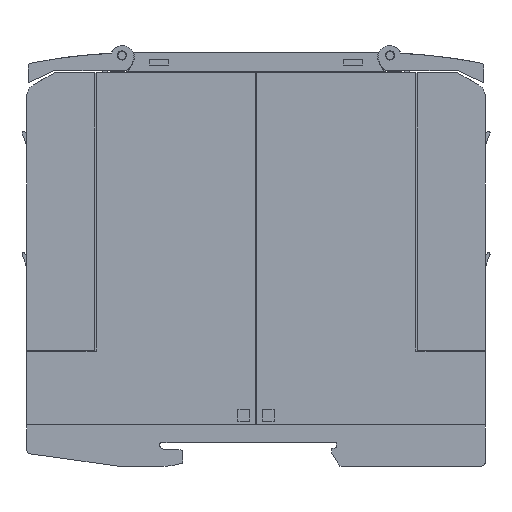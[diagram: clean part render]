
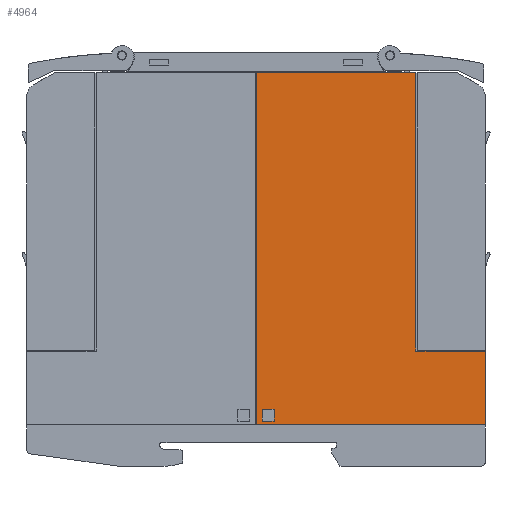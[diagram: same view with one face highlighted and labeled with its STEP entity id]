
A CAD part, left-side view. The second image highlights one B-rep face of the part: STEP entity #4964.
In plain terms, the highlighted planar face has unit normal (-1, 0, 0).
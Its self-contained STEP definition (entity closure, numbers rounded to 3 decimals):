
#4964=ADVANCED_FACE('',(#10110,#10111),#10112,.T.);
#10110=FACE_OUTER_BOUND('',#15328,.T.);
#10111=FACE_BOUND('',#15329,.T.);
#10112=PLANE('',#15330);
#15328=EDGE_LOOP('',(#31156,#31157,#31158,#31159,#31160,#31161));
#15329=EDGE_LOOP('',(#31162,#31163,#31164,#31165));
#15330=AXIS2_PLACEMENT_3D('',#31166,#31167,#31168);
#31156=ORIENTED_EDGE('',*,*,#32385,.T.);
#31157=ORIENTED_EDGE('',*,*,#38036,.T.);
#31158=ORIENTED_EDGE('',*,*,#38044,.T.);
#31159=ORIENTED_EDGE('',*,*,#38024,.F.);
#31160=ORIENTED_EDGE('',*,*,#38045,.T.);
#31161=ORIENTED_EDGE('',*,*,#38040,.T.);
#31162=ORIENTED_EDGE('',*,*,#38034,.T.);
#31163=ORIENTED_EDGE('',*,*,#38010,.T.);
#31164=ORIENTED_EDGE('',*,*,#38018,.T.);
#31165=ORIENTED_EDGE('',*,*,#38031,.T.);
#31166=CARTESIAN_POINT('',(0.0,25.98,9.001));
#31167=DIRECTION('',(-1.0,0.0,0.0));
#31168=DIRECTION('',(0.0,1.0,0.0));
#32385=EDGE_CURVE('',#39143,#39147,#39149,.T.);
#38010=EDGE_CURVE('',#47507,#47505,#47508,.T.);
#38018=EDGE_CURVE('',#47505,#47516,#47518,.T.);
#38024=EDGE_CURVE('',#47527,#47529,#47530,.T.);
#38031=EDGE_CURVE('',#47516,#47539,#47541,.T.);
#38034=EDGE_CURVE('',#47539,#47507,#47544,.T.);
#38036=EDGE_CURVE('',#39147,#47546,#47547,.T.);
#38040=EDGE_CURVE('',#47552,#39143,#47553,.T.);
#38044=EDGE_CURVE('',#47546,#47529,#47558,.T.);
#38045=EDGE_CURVE('',#47527,#47552,#47559,.T.);
#39143=VERTEX_POINT('',#49241);
#39147=VERTEX_POINT('',#49247);
#39149=LINE('',#49250,#49251);
#47505=VERTEX_POINT('',#61609);
#47507=VERTEX_POINT('',#61612);
#47508=LINE('',#61613,#61614);
#47516=VERTEX_POINT('',#61626);
#47518=LINE('',#61629,#61630);
#47527=VERTEX_POINT('',#61642);
#47529=VERTEX_POINT('',#61645);
#47530=LINE('',#61646,#61647);
#47539=VERTEX_POINT('',#61660);
#47541=LINE('',#61663,#61664);
#47544=LINE('',#61668,#61669);
#47546=VERTEX_POINT('',#61671);
#47547=LINE('',#61672,#61673);
#47552=VERTEX_POINT('',#61680);
#47553=LINE('',#61681,#61682);
#47558=LINE('',#61689,#61690);
#47559=LINE('',#61691,#61692);
#49241=CARTESIAN_POINT('',(0.0,1.03,25.101));
#49247=CARTESIAN_POINT('',(0.0,16.13,25.101));
#49250=CARTESIAN_POINT('',(0.0,17.255,25.101));
#49251=VECTOR('',#62713,1.0);
#61609=CARTESIAN_POINT('',(0.0,47.03,12.401));
#61612=CARTESIAN_POINT('',(0.0,49.63,12.401));
#61613=CARTESIAN_POINT('',(0.0,37.155,12.401));
#61614=VECTOR('',#67899,1.0);
#61626=CARTESIAN_POINT('',(0.0,47.03,9.801));
#61629=CARTESIAN_POINT('',(0.0,47.03,10.051));
#61630=VECTOR('',#67905,1.0);
#61642=CARTESIAN_POINT('',(0.0,50.93,9.001));
#61645=CARTESIAN_POINT('',(0.0,50.93,85.801));
#61646=CARTESIAN_POINT('',(0.0,50.93,9.001));
#61647=VECTOR('',#67910,1.0);
#61660=CARTESIAN_POINT('',(0.0,49.63,9.801));
#61663=CARTESIAN_POINT('',(0.0,37.155,9.801));
#61664=VECTOR('',#67916,1.0);
#61668=CARTESIAN_POINT('',(0.0,49.63,10.051));
#61669=VECTOR('',#67918,1.0);
#61671=CARTESIAN_POINT('',(0.0,16.13,85.801));
#61672=CARTESIAN_POINT('',(0.0,16.13,32.226));
#61673=VECTOR('',#67919,1.0);
#61680=CARTESIAN_POINT('',(0.0,1.03,9.001));
#61681=CARTESIAN_POINT('',(0.0,1.03,9.001));
#61682=VECTOR('',#67922,1.0);
#61689=CARTESIAN_POINT('',(0.0,50.93,85.801));
#61690=VECTOR('',#67925,1.0);
#61691=CARTESIAN_POINT('',(0.0,50.93,9.001));
#61692=VECTOR('',#67926,1.0);
#62713=DIRECTION('',(0.0,1.0,0.0));
#67899=DIRECTION('',(0.0,-1.0,0.0));
#67905=DIRECTION('',(0.0,0.0,-1.0));
#67910=DIRECTION('',(0.0,0.0,1.0));
#67916=DIRECTION('',(0.0,1.0,0.0));
#67918=DIRECTION('',(0.0,-0.0,1.0));
#67919=DIRECTION('',(0.0,-0.0,1.0));
#67922=DIRECTION('',(0.0,0.0,1.0));
#67925=DIRECTION('',(0.0,1.0,0.0));
#67926=DIRECTION('',(0.0,-1.0,0.0));
